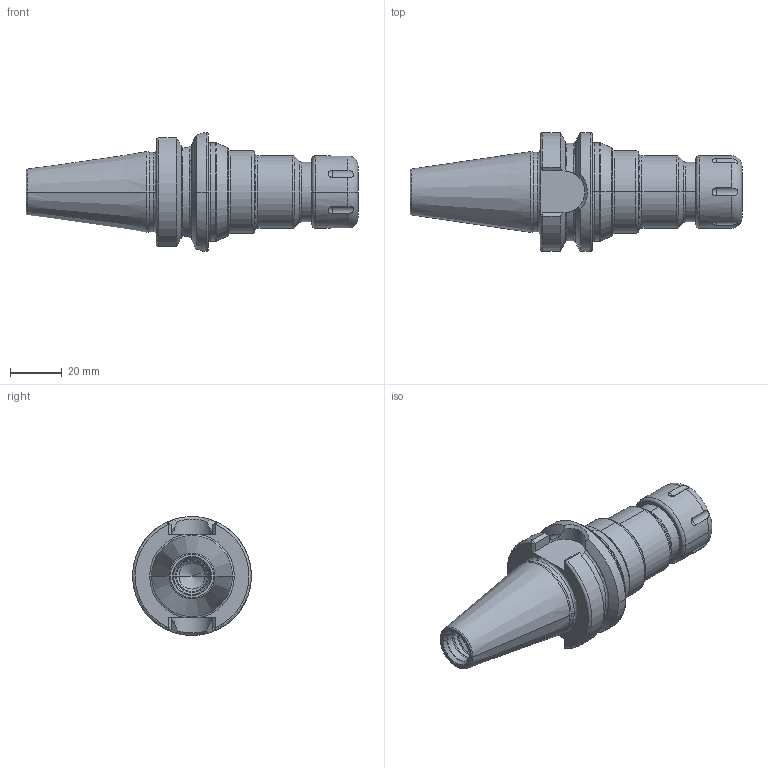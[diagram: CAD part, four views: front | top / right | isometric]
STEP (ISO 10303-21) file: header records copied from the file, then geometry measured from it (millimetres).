
FILE_DESCRIPTION((''),'2;1');
FILE_NAME('30-520-16-3_ASM','2013-05-29T',('mei'),(''),'PRO/ENGINEER BY PARAMETRIC TECHNOLOGY CORPORATION, 2010430','PRO/ENGINEER BY PARAMETRIC TECHNOLOGY CORPORATION, 2010430','');
FILE_SCHEMA(('CONFIG_CONTROL_DESIGN'));
Length unit declared in the file: millimetre
Products named in the file (3): 30-520-16-3; 83-914-16; 30-520-16-3_ASM
Assembly tree (2 placements, depth 2):
  30-520-16-3_ASM
    30-520-16-3
    83-914-16
Bounding box: 128.4 x 45.98 x 45.98 mm (x, y, z)
Volume: 84498.3 mm3; surface area: 20518.5 mm2
Topology: 2 solids, 3 shells, 187 faces, 444 edges, 261 vertices
Faces by surface type: cylinder 54, torus 44, cone 43, plane 34, bspline 6, sphere 6
Entity records: 5992 total; most frequent: CARTESIAN_POINT 1576, DIRECTION 989, ORIENTED_EDGE 872, EDGE_CURVE 438, AXIS2_PLACEMENT_3D 421, VERTEX_POINT 261, CIRCLE 233, EDGE_LOOP 195
